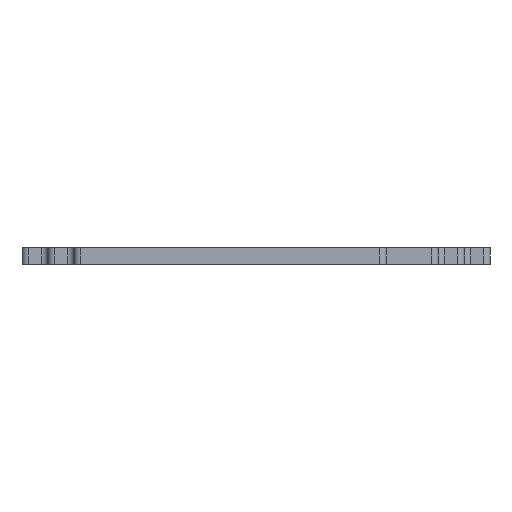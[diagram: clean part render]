
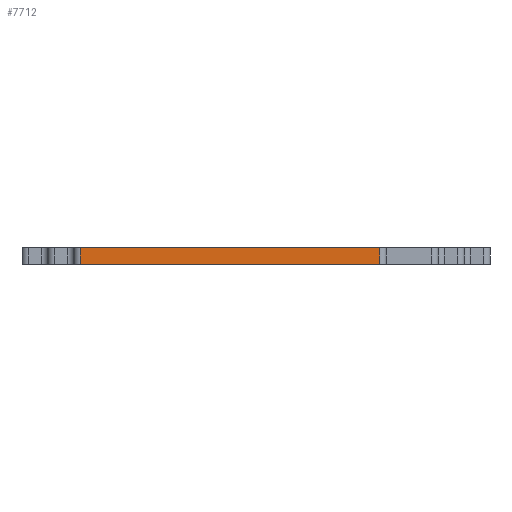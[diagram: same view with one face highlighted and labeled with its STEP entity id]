
A CAD part, left-side view. The second image highlights one B-rep face of the part: STEP entity #7712.
In plain terms, the highlighted planar face has unit normal (-1, 0, 0).
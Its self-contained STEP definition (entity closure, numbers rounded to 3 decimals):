
#1496=CARTESIAN_POINT('',(-95.269,-22.706,14.));
#1497=VERTEX_POINT('',#1496);
#1498=CARTESIAN_POINT('',(-95.269,32.231,14.));
#1499=VERTEX_POINT('',#1498);
#1500=CARTESIAN_POINT('',(-95.269,-22.706,14.));
#1501=DIRECTION('',(0.,1.,0.));
#1502=VECTOR('',#1501,54.938);
#1503=LINE('',#1500,#1502);
#1504=EDGE_CURVE('',#1497,#1499,#1503,.T.);
#2872=CARTESIAN_POINT('',(-95.269,-22.706,11.));
#2873=VERTEX_POINT('',#2872);
#2881=CARTESIAN_POINT('',(-95.269,32.231,11.));
#2882=VERTEX_POINT('',#2881);
#2883=CARTESIAN_POINT('',(-95.269,-22.706,11.));
#2884=DIRECTION('',(0.,1.,0.));
#2885=VECTOR('',#2884,54.938);
#2886=LINE('',#2883,#2885);
#2887=EDGE_CURVE('',#2873,#2882,#2886,.T.);
#7691=CARTESIAN_POINT('',(-95.269,4.762,14.));
#7692=DIRECTION('',(-1.,0.,-0.));
#7693=DIRECTION('',(-0.,-1.,-0.));
#7694=AXIS2_PLACEMENT_3D('',#7691,#7692,#7693);
#7695=PLANE('',#7694);
#7696=ORIENTED_EDGE('',*,*,#2887,.F.);
#7697=CARTESIAN_POINT('',(-95.269,-22.706,11.));
#7698=DIRECTION('',(-0.,-0.,1.));
#7699=VECTOR('',#7698,3.);
#7700=LINE('',#7697,#7699);
#7701=EDGE_CURVE('',#2873,#1497,#7700,.T.);
#7702=ORIENTED_EDGE('',*,*,#7701,.T.);
#7703=ORIENTED_EDGE('',*,*,#1504,.T.);
#7704=CARTESIAN_POINT('',(-95.269,32.231,14.));
#7705=DIRECTION('',(0.,0.,-1.));
#7706=VECTOR('',#7705,3.);
#7707=LINE('',#7704,#7706);
#7708=EDGE_CURVE('',#1499,#2882,#7707,.T.);
#7709=ORIENTED_EDGE('',*,*,#7708,.T.);
#7710=EDGE_LOOP('',(#7696,#7702,#7703,#7709));
#7711=FACE_BOUND('',#7710,.T.);
#7712=ADVANCED_FACE('',(#7711),#7695,.T.);
